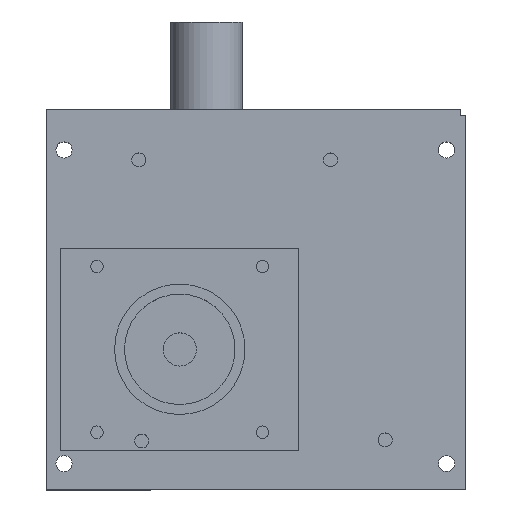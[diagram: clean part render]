
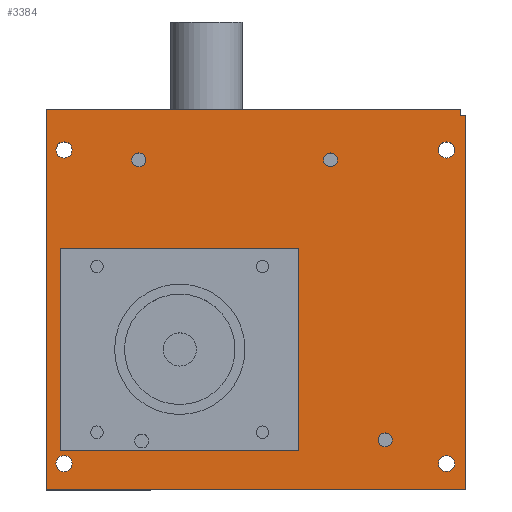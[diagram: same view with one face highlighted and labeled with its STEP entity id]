
A CAD part, top view. The second image highlights one B-rep face of the part: STEP entity #3384.
In plain terms, the highlighted planar face has unit normal (0, 0, 1).
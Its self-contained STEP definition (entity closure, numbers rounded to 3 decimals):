
#80=FACE_BOUND('',#649,.T.);
#81=FACE_BOUND('',#650,.T.);
#82=FACE_BOUND('',#651,.T.);
#83=FACE_BOUND('',#652,.T.);
#84=FACE_BOUND('',#653,.T.);
#85=FACE_BOUND('',#654,.T.);
#86=FACE_BOUND('',#655,.T.);
#87=FACE_BOUND('',#656,.T.);
#231=PLANE('',#3656);
#412=FACE_OUTER_BOUND('',#648,.T.);
#648=EDGE_LOOP('',(#3148,#3149,#3150,#3151,#3152,#3153));
#649=EDGE_LOOP('',(#3154));
#650=EDGE_LOOP('',(#3155));
#651=EDGE_LOOP('',(#3156));
#652=EDGE_LOOP('',(#3157));
#653=EDGE_LOOP('',(#3158));
#654=EDGE_LOOP('',(#3159));
#655=EDGE_LOOP('',(#3160));
#656=EDGE_LOOP('',(#3161,#3162,#3163,#3164));
#925=LINE('',#5234,#1308);
#1007=LINE('',#5422,#1390);
#1016=LINE('',#5449,#1399);
#1019=LINE('',#5455,#1402);
#1022=LINE('',#5461,#1405);
#1025=LINE('',#5465,#1408);
#1026=LINE('',#5469,#1409);
#1036=LINE('',#5489,#1419);
#1039=LINE('',#5494,#1422);
#1040=LINE('',#5496,#1423);
#1308=VECTOR('',#4308,10.);
#1390=VECTOR('',#4478,10.);
#1399=VECTOR('',#4507,10.);
#1402=VECTOR('',#4512,10.);
#1405=VECTOR('',#4517,10.);
#1408=VECTOR('',#4522,10.);
#1409=VECTOR('',#4527,10.);
#1419=VECTOR('',#4545,10.);
#1422=VECTOR('',#4550,10.);
#1423=VECTOR('',#4553,10.);
#1474=CIRCLE('',#3571,1.265);
#1475=CIRCLE('',#3573,1.265);
#1476=CIRCLE('',#3575,1.265);
#1489=CIRCLE('',#3625,1.465);
#1490=CIRCLE('',#3627,1.465);
#1492=CIRCLE('',#3630,1.465);
#1493=CIRCLE('',#3632,1.465);
#1688=VERTEX_POINT('',#5153);
#1689=VERTEX_POINT('',#5157);
#1690=VERTEX_POINT('',#5161);
#1714=VERTEX_POINT('',#5230);
#1715=VERTEX_POINT('',#5232);
#1771=VERTEX_POINT('',#5398);
#1772=VERTEX_POINT('',#5402);
#1774=VERTEX_POINT('',#5408);
#1775=VERTEX_POINT('',#5412);
#1777=VERTEX_POINT('',#5421);
#1784=VERTEX_POINT('',#5446);
#1785=VERTEX_POINT('',#5448);
#1787=VERTEX_POINT('',#5454);
#1789=VERTEX_POINT('',#5460);
#1790=VERTEX_POINT('',#5468);
#1796=VERTEX_POINT('',#5488);
#1797=VERTEX_POINT('',#5492);
#2084=EDGE_CURVE('',#1688,#1688,#1474,.T.);
#2086=EDGE_CURVE('',#1689,#1689,#1475,.T.);
#2088=EDGE_CURVE('',#1690,#1690,#1476,.T.);
#2123=EDGE_CURVE('',#1714,#1715,#925,.T.);
#2207=EDGE_CURVE('',#1771,#1771,#1489,.T.);
#2209=EDGE_CURVE('',#1772,#1772,#1490,.T.);
#2212=EDGE_CURVE('',#1774,#1774,#1492,.T.);
#2214=EDGE_CURVE('',#1775,#1775,#1493,.T.);
#2217=EDGE_CURVE('',#1777,#1714,#1007,.T.);
#2230=EDGE_CURVE('',#1785,#1784,#1016,.T.);
#2233=EDGE_CURVE('',#1787,#1785,#1019,.T.);
#2236=EDGE_CURVE('',#1789,#1787,#1022,.T.);
#2239=EDGE_CURVE('',#1784,#1789,#1025,.T.);
#2240=EDGE_CURVE('',#1777,#1790,#1026,.T.);
#2250=EDGE_CURVE('',#1790,#1796,#1036,.T.);
#2253=EDGE_CURVE('',#1715,#1797,#1039,.T.);
#2254=EDGE_CURVE('',#1796,#1797,#1040,.T.);
#3148=ORIENTED_EDGE('',*,*,#2253,.T.);
#3149=ORIENTED_EDGE('',*,*,#2254,.F.);
#3150=ORIENTED_EDGE('',*,*,#2250,.F.);
#3151=ORIENTED_EDGE('',*,*,#2240,.F.);
#3152=ORIENTED_EDGE('',*,*,#2217,.T.);
#3153=ORIENTED_EDGE('',*,*,#2123,.T.);
#3154=ORIENTED_EDGE('',*,*,#2084,.T.);
#3155=ORIENTED_EDGE('',*,*,#2086,.T.);
#3156=ORIENTED_EDGE('',*,*,#2088,.T.);
#3157=ORIENTED_EDGE('',*,*,#2207,.T.);
#3158=ORIENTED_EDGE('',*,*,#2209,.T.);
#3159=ORIENTED_EDGE('',*,*,#2212,.T.);
#3160=ORIENTED_EDGE('',*,*,#2214,.T.);
#3161=ORIENTED_EDGE('',*,*,#2239,.T.);
#3162=ORIENTED_EDGE('',*,*,#2236,.T.);
#3163=ORIENTED_EDGE('',*,*,#2233,.T.);
#3164=ORIENTED_EDGE('',*,*,#2230,.T.);
#3384=ADVANCED_FACE('',(#412,#80,#81,#82,#83,#84,#85,#86,#87),#231,.T.);
#3571=AXIS2_PLACEMENT_3D('',#5155,#4235,#4236);
#3573=AXIS2_PLACEMENT_3D('',#5159,#4240,#4241);
#3575=AXIS2_PLACEMENT_3D('',#5163,#4245,#4246);
#3625=AXIS2_PLACEMENT_3D('',#5400,#4451,#4452);
#3627=AXIS2_PLACEMENT_3D('',#5404,#4456,#4457);
#3630=AXIS2_PLACEMENT_3D('',#5410,#4463,#4464);
#3632=AXIS2_PLACEMENT_3D('',#5414,#4468,#4469);
#3656=AXIS2_PLACEMENT_3D('',#5495,#4551,#4552);
#4235=DIRECTION('center_axis',(0.,0.,-1.));
#4236=DIRECTION('ref_axis',(-1.,0.,0.));
#4240=DIRECTION('center_axis',(0.,0.,-1.));
#4241=DIRECTION('ref_axis',(-1.,0.,0.));
#4245=DIRECTION('center_axis',(0.,0.,-1.));
#4246=DIRECTION('ref_axis',(-1.,0.,0.));
#4308=DIRECTION('',(0.,1.,0.));
#4451=DIRECTION('center_axis',(0.,0.,-1.));
#4452=DIRECTION('ref_axis',(-1.,0.,0.));
#4456=DIRECTION('center_axis',(0.,0.,-1.));
#4457=DIRECTION('ref_axis',(-1.,0.,0.));
#4463=DIRECTION('center_axis',(0.,0.,-1.));
#4464=DIRECTION('ref_axis',(-1.,0.,0.));
#4468=DIRECTION('center_axis',(0.,0.,-1.));
#4469=DIRECTION('ref_axis',(-1.,0.,0.));
#4478=DIRECTION('',(-1.,0.,0.));
#4507=DIRECTION('',(0.,-1.,0.));
#4512=DIRECTION('',(1.,0.,0.));
#4517=DIRECTION('',(0.,1.,0.));
#4522=DIRECTION('',(-1.,0.,0.));
#4527=DIRECTION('',(0.,-1.,0.));
#4545=DIRECTION('',(-1.,0.,0.));
#4550=DIRECTION('',(-1.,0.,0.));
#4551=DIRECTION('center_axis',(0.,0.,1.));
#4552=DIRECTION('ref_axis',(0.,1.,0.));
#4553=DIRECTION('',(0.,1.,0.));
#5153=CARTESIAN_POINT('',(45.655,233.042,14.017));
#5155=CARTESIAN_POINT('Origin',(44.391,233.042,14.017));
#5157=CARTESIAN_POINT('',(35.755,283.742,14.017));
#5159=CARTESIAN_POINT('Origin',(34.491,283.742,14.017));
#5161=CARTESIAN_POINT('',(1.055,283.742,14.017));
#5163=CARTESIAN_POINT('Origin',(-0.209,283.742,14.017));
#5230=CARTESIAN_POINT('',(58.,291.842,14.017));
#5232=CARTESIAN_POINT('',(58.,292.842,14.017));
#5234=CARTESIAN_POINT('',(58.,291.842,14.017));
#5398=CARTESIAN_POINT('',(-12.299,228.754,14.017));
#5400=CARTESIAN_POINT('Origin',(-13.764,228.754,14.017));
#5402=CARTESIAN_POINT('',(56.965,285.544,14.017));
#5404=CARTESIAN_POINT('Origin',(55.5,285.544,14.017));
#5408=CARTESIAN_POINT('',(-12.299,285.544,14.017));
#5410=CARTESIAN_POINT('Origin',(-13.764,285.544,14.017));
#5412=CARTESIAN_POINT('',(56.965,228.754,14.017));
#5414=CARTESIAN_POINT('Origin',(55.5,228.754,14.017));
#5421=CARTESIAN_POINT('',(59.,291.842,14.017));
#5422=CARTESIAN_POINT('',(53.,291.842,14.017));
#5446=CARTESIAN_POINT('',(28.781,231.117,14.017));
#5448=CARTESIAN_POINT('',(28.781,267.767,14.017));
#5449=CARTESIAN_POINT('',(28.781,231.117,14.017));
#5454=CARTESIAN_POINT('',(-14.399,267.767,14.017));
#5455=CARTESIAN_POINT('',(28.781,267.767,14.017));
#5460=CARTESIAN_POINT('',(-14.399,231.117,14.017));
#5461=CARTESIAN_POINT('',(-14.399,267.767,14.017));
#5465=CARTESIAN_POINT('',(-14.399,231.117,14.017));
#5468=CARTESIAN_POINT('',(59.,224.,14.017));
#5469=CARTESIAN_POINT('',(59.,225.,14.017));
#5488=CARTESIAN_POINT('',(-17.,224.,14.017));
#5489=CARTESIAN_POINT('',(59.,224.,14.017));
#5492=CARTESIAN_POINT('',(-17.,292.842,14.017));
#5494=CARTESIAN_POINT('',(-16.,292.842,14.017));
#5495=CARTESIAN_POINT('Origin',(-16.,224.,14.017));
#5496=CARTESIAN_POINT('',(-17.,224.,14.017));
